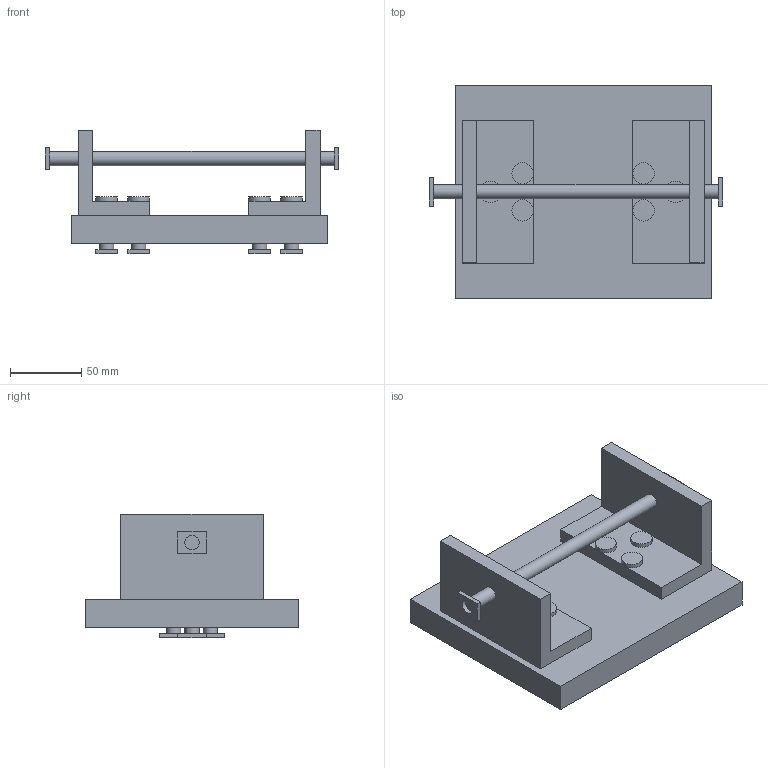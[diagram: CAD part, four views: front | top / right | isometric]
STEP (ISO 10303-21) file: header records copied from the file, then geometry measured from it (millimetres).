
FILE_DESCRIPTION(/* description */ (''),/* implementation_level */ '2;1');
FILE_NAME(/* name */ 'as1',/* time_stamp */ '1997-06-10T08:03:56-05:00',/* author */ (''),/* organization */ (''),/* preprocessor_version */ 'ST-DEVELOPER v1.5',/* originating_system */ 'EDS - UNIGRAPHICS 13.0',/* authorisation */ '');
FILE_SCHEMA (('CONFIG_CONTROL_DESIGN'));
Products named in the file (9): bolt; nut; rod; nba; l_bracket; rod_assem; lb_assem; plate; as1
Assembly tree (13 placements, depth 4):
  as1
    plate
    lb_assem  x2
      l_bracket
      nba
        bolt
        nut
    rod_assem
      rod
      nut  x2
Bounding box: 206 x 150 x 87 mm (x, y, z)
Volume: 764518 mm3; surface area: 141079.3 mm2
Topology: 18 solids, 18 shells, 125 faces, 270 edges, 187 vertices
Faces by surface type: plane 90, cylinder 35
Full cylindrical faces by diameter (mm): 10 x29, 15 x6
Entity records: 2305 total; most frequent: DIRECTION 204, CARTESIAN_POINT 179, ORIENTED_EDGE 140, ORGANIZATION 89, PERSON_AND_ORGANIZATION 89, AXIS2_PLACEMENT_3D 81, EDGE_LOOP 76, FACE_BOUND 76
